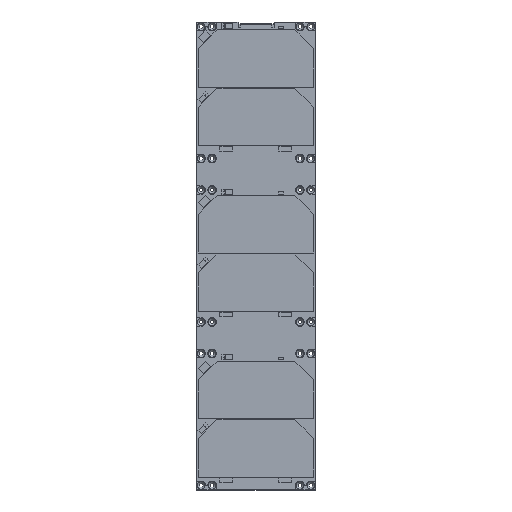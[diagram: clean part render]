
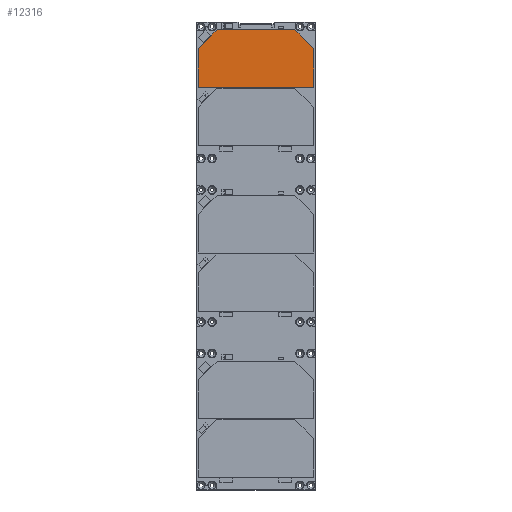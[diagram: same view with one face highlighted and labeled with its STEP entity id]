
A CAD part, top view. The second image highlights one B-rep face of the part: STEP entity #12316.
In plain terms, the highlighted planar face has unit normal (0, 0, 1).
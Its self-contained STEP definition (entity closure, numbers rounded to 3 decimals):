
#3782=DIRECTION('',(0.,-1.,0.));
#3783=VECTOR('',#3782,27.);
#3784=CARTESIAN_POINT('',(-40.02,144.07,0.28));
#3785=LINE('',#3784,#3783);
#3786=DIRECTION('',(-0.707,-0.707,0.));
#3787=VECTOR('',#3786,18.385);
#3788=CARTESIAN_POINT('',(-27.02,157.07,0.28));
#3789=LINE('',#3788,#3787);
#3790=DIRECTION('',(-1.,0.,0.));
#3791=VECTOR('',#3790,54.);
#3792=CARTESIAN_POINT('',(26.98,157.07,0.28));
#3793=LINE('',#3792,#3791);
#3794=DIRECTION('',(-0.707,0.707,0.));
#3795=VECTOR('',#3794,18.385);
#3796=CARTESIAN_POINT('',(39.98,144.07,0.28));
#3797=LINE('',#3796,#3795);
#3798=DIRECTION('',(0.,1.,0.));
#3799=VECTOR('',#3798,27.);
#3800=CARTESIAN_POINT('',(39.98,117.07,0.28));
#3801=LINE('',#3800,#3799);
#3802=DIRECTION('',(1.,0.,0.));
#3803=VECTOR('',#3802,80.);
#3804=CARTESIAN_POINT('',(-40.02,117.07,0.28));
#3805=LINE('',#3804,#3803);
#5562=CARTESIAN_POINT('',(-40.02,144.07,0.28));
#5563=CARTESIAN_POINT('',(-40.02,117.07,0.28));
#5564=VERTEX_POINT('',#5562);
#5565=VERTEX_POINT('',#5563);
#5566=CARTESIAN_POINT('',(39.98,117.07,0.28));
#5567=VERTEX_POINT('',#5566);
#5568=CARTESIAN_POINT('',(39.98,144.07,0.28));
#5569=VERTEX_POINT('',#5568);
#5570=CARTESIAN_POINT('',(26.98,157.07,0.28));
#5571=VERTEX_POINT('',#5570);
#5572=CARTESIAN_POINT('',(-27.02,157.07,0.28));
#5573=VERTEX_POINT('',#5572);
#12303=CARTESIAN_POINT('',(-41.3,64.5,0.28));
#12304=DIRECTION('',(0.,0.,1.));
#12305=DIRECTION('',(1.,0.,0.));
#12306=AXIS2_PLACEMENT_3D('',#12303,#12304,#12305);
#12307=PLANE('',#12306);
#12308=ORIENTED_EDGE('',*,*,#12185,.F.);
#12309=ORIENTED_EDGE('',*,*,#12207,.F.);
#12310=ORIENTED_EDGE('',*,*,#12228,.F.);
#12311=ORIENTED_EDGE('',*,*,#12249,.F.);
#12312=ORIENTED_EDGE('',*,*,#12270,.F.);
#12313=ORIENTED_EDGE('',*,*,#12290,.F.);
#12314=EDGE_LOOP('',(#12308,#12309,#12310,#12311,#12312,#12313));
#12315=FACE_OUTER_BOUND('',#12314,.F.);
#12185=EDGE_CURVE('',#5564,#5565,#3785,.T.);
#12207=EDGE_CURVE('',#5573,#5564,#3789,.T.);
#12228=EDGE_CURVE('',#5571,#5573,#3793,.T.);
#12249=EDGE_CURVE('',#5569,#5571,#3797,.T.);
#12270=EDGE_CURVE('',#5567,#5569,#3801,.T.);
#12290=EDGE_CURVE('',#5565,#5567,#3805,.T.);
#12316=ADVANCED_FACE('',(#12315),#12307,.T.);
